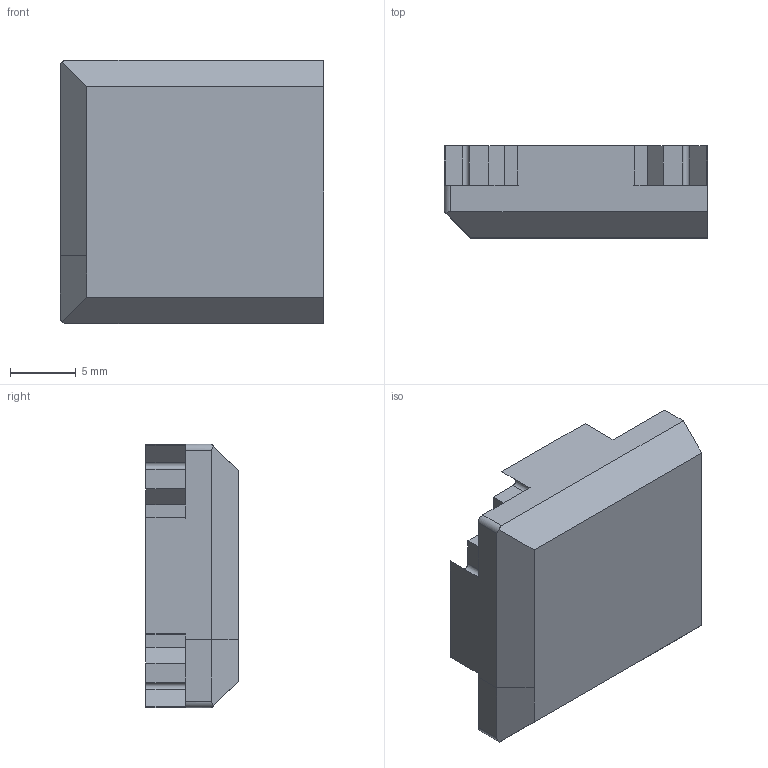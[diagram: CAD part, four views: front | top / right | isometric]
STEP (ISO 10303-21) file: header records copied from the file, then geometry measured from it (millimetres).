
FILE_DESCRIPTION(/* description */ (''),/* implementation_level */ '2;1');
FILE_NAME(/* name */ 'Barrel Mount End Cap_v2.step',/* time_stamp */ '2022-05-10T16:49:58+01:00',/* author */ (''),/* organization */ (''),/* preprocessor_version */ 'ST-DEVELOPER v18.1',/* originating_system */ 'Autodesk Translation Framework v10.14.0.1471',/* authorisation */ '');
FILE_SCHEMA (('AUTOMOTIVE_DESIGN { 1 0 10303 214 3 1 1 }'));
Length unit declared in the file: millimetre
Products named in the file (1): Barrel Mount End Cap
Bounding box: 20 x 7 x 20 mm (x, y, z)
Volume: 2097 mm3; surface area: 1456 mm2
Topology: 1 solids, 1 shells, 70 faces, 203 edges, 135 vertices
Faces by surface type: plane 52, cylinder 18
Entity records: 2330 total; most frequent: CARTESIAN_POINT 409, ORIENTED_EDGE 406, DIRECTION 383, EDGE_CURVE 203, LINE 165, VECTOR 165, VERTEX_POINT 135, AXIS2_PLACEMENT_3D 109
